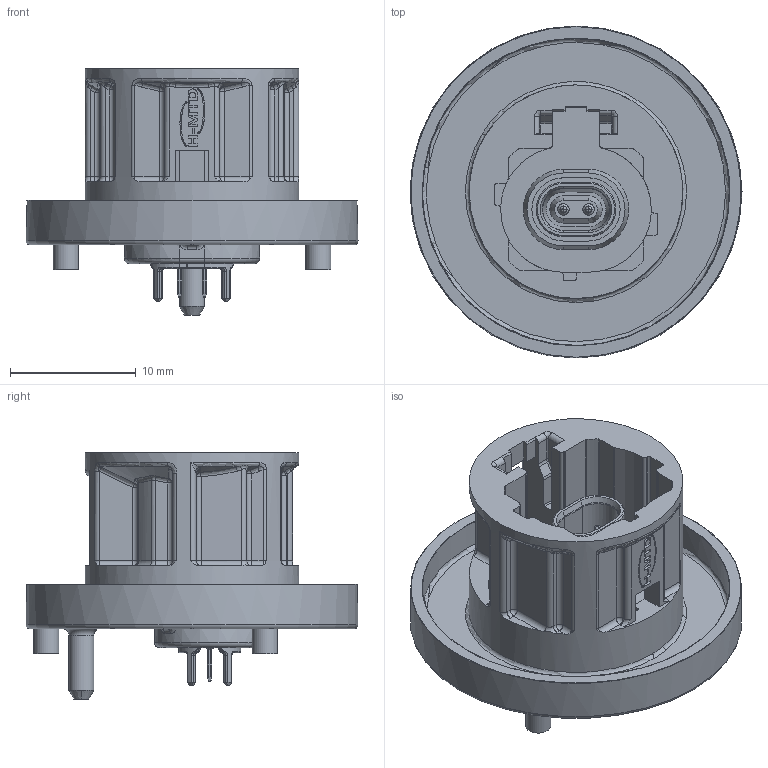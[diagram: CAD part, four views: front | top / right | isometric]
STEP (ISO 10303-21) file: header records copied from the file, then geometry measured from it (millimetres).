
FILE_DESCRIPTION(/* description */ (''),/* implementation_level */ '2;1');
FILE_NAME(/* name */ '35735952-CODE Z.stp',/* time_stamp */ '2023-07-06T13:27:06+08:00',/* author */ (''),/* organization */ (''),/* preprocessor_version */ 'ST-DEVELOPER v16',/* originating_system */ 'SIEMENS PLM Software NX 11.0',/* authorisation */ '');
FILE_SCHEMA (('AUTOMOTIVE_DESIGN { 1 0 10303 214 3 1 1 1 }'));
Length unit declared in the file: millimetre
Products named in the file (1): 35735939-CODE A_stp
Bounding box: 26.42 x 26.42 x 19.6 mm (x, y, z)
Volume: 2328.7 mm3; surface area: 3501.7 mm2
Topology: 1 solids, 1 shells, 1184 faces, 3088 edges, 1990 vertices
Faces by surface type: plane 572, cylinder 254, bspline 155, extrusion 71, torus 64, cone 46, sphere 22
Full cylindrical faces by diameter (mm): 2 x4, 2.333 x1, 4 x1, 17 x1
Entity records: 45405 total; most frequent: CARTESIAN_POINT 17036, ORIENTED_EDGE 6148, DIRECTION 4513, EDGE_CURVE 3074, VERTEX_POINT 1994, AXIS2_PLACEMENT_3D 1505, VECTOR 1503, LINE 1432
